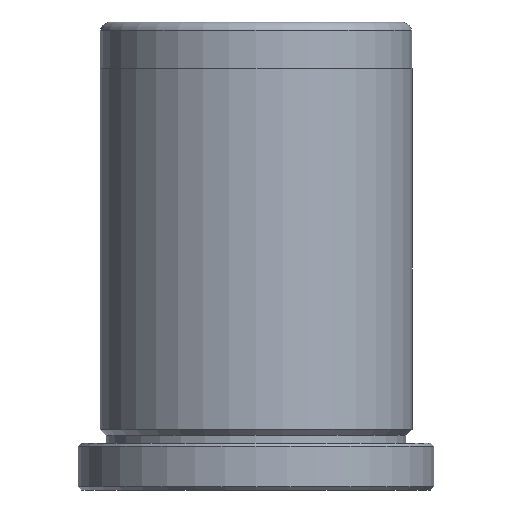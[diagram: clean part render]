
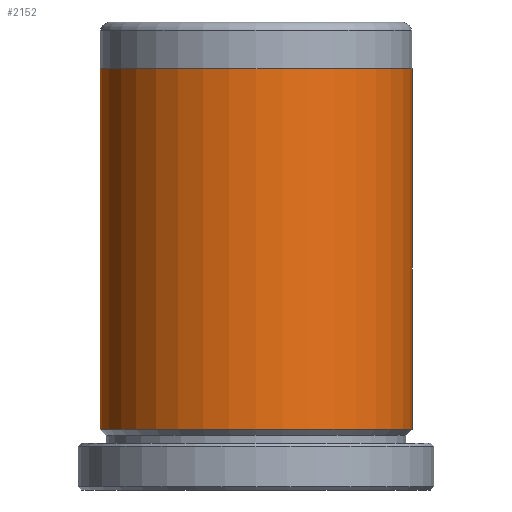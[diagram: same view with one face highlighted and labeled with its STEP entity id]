
A CAD part, front view. The second image highlights one B-rep face of the part: STEP entity #2152.
In plain terms, the highlighted cylindrical face has radius 10 mm (diameter 20 mm), a partial arc.
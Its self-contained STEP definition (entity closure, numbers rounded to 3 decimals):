
#1333 = CARTESIAN_POINT ( 'NONE',  ( -10., 0., 27. ) ) ;
#1519 = DIRECTION ( 'NONE',  ( 0., 0., -1. ) ) ;
#1602 = CARTESIAN_POINT ( 'NONE',  ( -10., 0., 30. ) ) ;
#2152 = ADVANCED_FACE ( 'NONE', ( #8727 ), #8707, .T. ) ;
#2610 = DIRECTION ( 'NONE',  ( -1., 0., 0. ) ) ;
#2651 = CARTESIAN_POINT ( 'NONE',  ( 0., 0., 27. ) ) ;
#2892 = DIRECTION ( 'NONE',  ( 0., 0., -1. ) ) ;
#3123 = CARTESIAN_POINT ( 'NONE',  ( 10., 0., 27. ) ) ;
#3132 = DIRECTION ( 'NONE',  ( 0., 0., -1. ) ) ;
#3149 = CARTESIAN_POINT ( 'NONE',  ( 0., 0., 30. ) ) ;
#3214 = AXIS2_PLACEMENT_3D ( 'NONE', #2651, #8772, #3594 ) ;
#3368 = DIRECTION ( 'NONE',  ( 0., 0., -1. ) ) ;
#3594 = DIRECTION ( 'NONE',  ( 1., 0., 0. ) ) ;
#3817 = CIRCLE ( 'NONE', #9829, 10. ) ;
#4156 = CIRCLE ( 'NONE', #3214, 10. ) ;
#4454 = VERTEX_POINT ( 'NONE', #1333 ) ;
#4485 = ORIENTED_EDGE ( 'NONE', *, *, #11298, .F. ) ;
#4493 = CARTESIAN_POINT ( 'NONE',  ( 10., 0., 30. ) ) ;
#4680 = AXIS2_PLACEMENT_3D ( 'NONE', #3149, #3132, #2610 ) ;
#4825 = EDGE_CURVE ( 'NONE', #5331, #10655, #6641, .T. ) ;
#5236 = VECTOR ( 'NONE', #1519, 1000. ) ;
#5241 = LINE ( 'NONE', #1602, #5236 ) ;
#5331 = VERTEX_POINT ( 'NONE', #3123 ) ;
#5528 = ORIENTED_EDGE ( 'NONE', *, *, #6606, .T. ) ;
#5613 = ORIENTED_EDGE ( 'NONE', *, *, #7727, .F. ) ;
#5781 = CARTESIAN_POINT ( 'NONE',  ( 10., 0., 3.9 ) ) ;
#5855 = ORIENTED_EDGE ( 'NONE', *, *, #4825, .F. ) ;
#6118 = EDGE_LOOP ( 'NONE', ( #5855, #5613, #5528, #4485 ) ) ;
#6606 = EDGE_CURVE ( 'NONE', #4454, #7157, #5241, .T. ) ;
#6618 = VECTOR ( 'NONE', #2892, 1000. ) ;
#6641 = LINE ( 'NONE', #4493, #6618 ) ;
#6935 = CARTESIAN_POINT ( 'NONE',  ( -10., 0., 3.9 ) ) ;
#7157 = VERTEX_POINT ( 'NONE', #6935 ) ;
#7727 = EDGE_CURVE ( 'NONE', #4454, #5331, #4156, .T. ) ;
#8570 = CARTESIAN_POINT ( 'NONE',  ( 0., 0., 3.9 ) ) ;
#8707 = CYLINDRICAL_SURFACE ( 'NONE', #4680, 10. ) ;
#8727 = FACE_OUTER_BOUND ( 'NONE', #6118, .T. ) ;
#8772 = DIRECTION ( 'NONE',  ( 0., 0., 1. ) ) ;
#9384 = DIRECTION ( 'NONE',  ( -1., 0., 0. ) ) ;
#9829 = AXIS2_PLACEMENT_3D ( 'NONE', #8570, #3368, #9384 ) ;
#10655 = VERTEX_POINT ( 'NONE', #5781 ) ;
#11298 = EDGE_CURVE ( 'NONE', #10655, #7157, #3817, .T. ) ;
